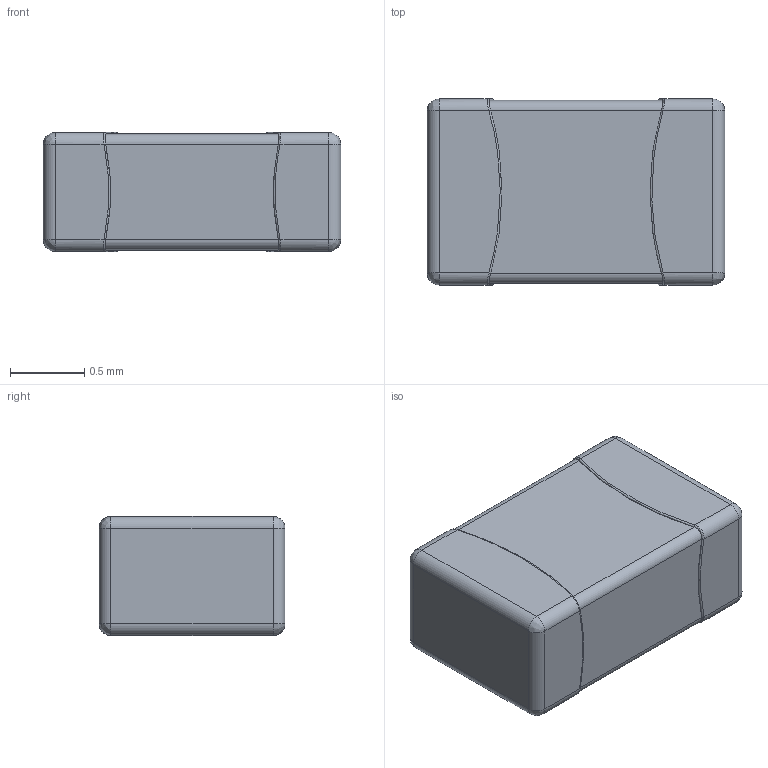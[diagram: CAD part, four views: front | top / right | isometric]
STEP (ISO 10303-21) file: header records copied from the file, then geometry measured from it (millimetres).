
FILE_DESCRIPTION (( 'STEP AP214' ), '1' );
FILE_NAME ('User Library-Ceramic_Capacitor_0805_h32mil.STEP', '2024-05-16T12:28:58', ( '' ), ( '' ), 'SwSTEP 2.0', 'SolidWorks 2022', '' );
FILE_SCHEMA (( 'AUTOMOTIVE_DESIGN' ));
Length unit declared in the file: millimetre
Products named in the file (4): Pin1; CeramicBody; Pin2; User Library-Ceramic_Capacitor_0805_h32mil
Assembly tree (3 placements, depth 2):
  User Library-Ceramic_Capacitor_0805_h32mil
    Pin1
    Pin2
    CeramicBody
Bounding box: 2 x 1.25 x 0.8 mm (x, y, z)
Volume: 1.9 mm3; surface area: 19 mm2
Topology: 3 solids, 3 shells, 80 faces, 184 edges, 104 vertices
Faces by surface type: cylinder 28, plane 26, bspline 26
Entity records: 4191 total; most frequent: CARTESIAN_POINT 1565, ORIENTED_EDGE 352, DIRECTION 304, EDGE_CURVE 176, AXIS2_PLACEMENT_3D 116, VERTEX_POINT 104, UNCERTAINTY_MEASURE_WITH_UNIT 90, FILL_AREA_STYLE 86
